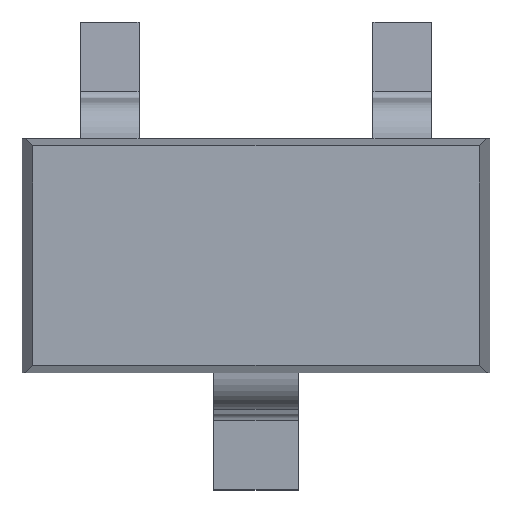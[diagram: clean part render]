
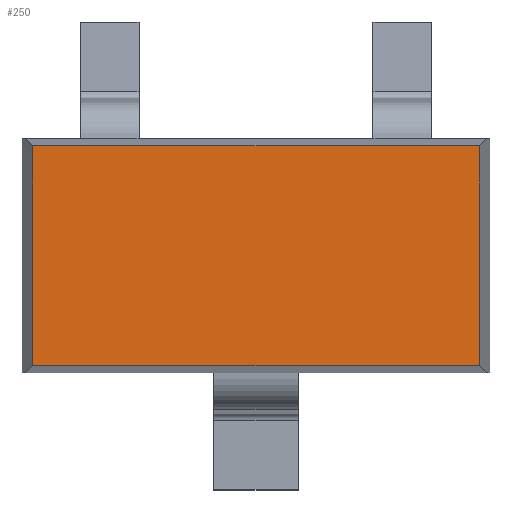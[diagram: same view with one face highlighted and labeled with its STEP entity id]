
A CAD part, top view. The second image highlights one B-rep face of the part: STEP entity #250.
In plain terms, the highlighted planar face has unit normal (0, 0, 1).
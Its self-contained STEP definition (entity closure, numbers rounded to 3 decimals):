
#182 = EDGE_CURVE('',#183,#185,#187,.T.);
#183 = VERTEX_POINT('',#184);
#184 = CARTESIAN_POINT('',(0.763,0.375,0.8));
#185 = VERTEX_POINT('',#186);
#186 = CARTESIAN_POINT('',(-0.763,0.375,0.8));
#187 = LINE('',#188,#189);
#188 = CARTESIAN_POINT('',(0.8,0.375,0.8));
#189 = VECTOR('',#190,1.);
#190 = DIRECTION('',(-1.,0.,0.));
#250 = ADVANCED_FACE('',(#251),#276,.F.);
#251 = FACE_BOUND('',#252,.T.);
#252 = EDGE_LOOP('',(#253,#263,#269,#270));
#253 = ORIENTED_EDGE('',*,*,#254,.F.);
#254 = EDGE_CURVE('',#255,#257,#259,.T.);
#255 = VERTEX_POINT('',#256);
#256 = CARTESIAN_POINT('',(0.763,-0.375,0.8));
#257 = VERTEX_POINT('',#258);
#258 = CARTESIAN_POINT('',(-0.763,-0.375,0.8));
#259 = LINE('',#260,#261);
#260 = CARTESIAN_POINT('',(0.8,-0.375,0.8));
#261 = VECTOR('',#262,1.);
#262 = DIRECTION('',(-1.,0.,0.));
#263 = ORIENTED_EDGE('',*,*,#264,.F.);
#264 = EDGE_CURVE('',#183,#255,#265,.T.);
#265 = LINE('',#266,#267);
#266 = CARTESIAN_POINT('',(0.763,0.8,0.8));
#267 = VECTOR('',#268,1.);
#268 = DIRECTION('',(0.,-1.,0.));
#269 = ORIENTED_EDGE('',*,*,#182,.T.);
#270 = ORIENTED_EDGE('',*,*,#271,.T.);
#271 = EDGE_CURVE('',#185,#257,#272,.T.);
#272 = LINE('',#273,#274);
#273 = CARTESIAN_POINT('',(-0.763,0.8,0.8));
#274 = VECTOR('',#275,1.);
#275 = DIRECTION('',(0.,-1.,0.));
#276 = PLANE('',#277);
#277 = AXIS2_PLACEMENT_3D('',#278,#279,#280);
#278 = CARTESIAN_POINT('',(0.8,-0.375,0.8));
#279 = DIRECTION('',(0.,0.,-1.));
#280 = DIRECTION('',(0.,1.,0.));
